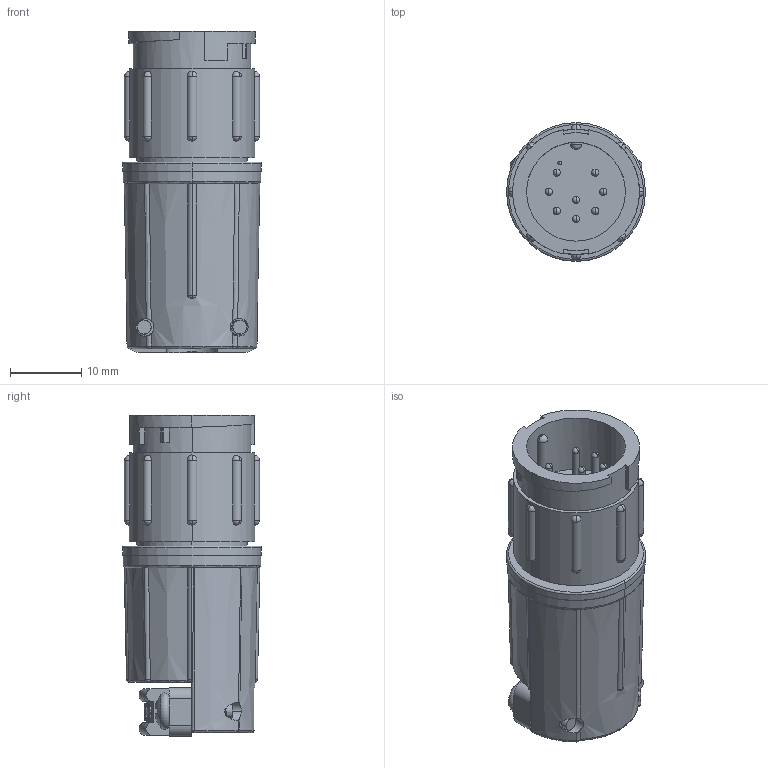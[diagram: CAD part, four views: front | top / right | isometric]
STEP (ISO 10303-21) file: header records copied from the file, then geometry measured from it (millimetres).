
FILE_DESCRIPTION (( 'STEP AP203' ), '1' );
FILE_NAME ('5280-8PG-5XX.STEP', '2018-08-30T15:16:35', ( '' ), ( '' ), 'SwSTEP 2.0', 'SolidWorks 2017', '' );
FILE_SCHEMA (( 'CONFIG_CONTROL_DESIGN' ));
Length unit declared in the file: inch
Products named in the file (1): 5280-8PG-5XX
Bounding box: 19.43 x 19.43 x 44.96 mm (x, y, z)
Volume: 9220.5 mm3; surface area: 4412.4 mm2
Topology: 1 solids, 1 shells, 366 faces, 1058 edges, 683 vertices
Faces by surface type: plane 117, cylinder 94, sphere 54, bspline 40, torus 38, cone 23
Entity records: 15979 total; most frequent: CARTESIAN_POINT 7258, ORIENTED_EDGE 1978, DIRECTION 1622, EDGE_CURVE 989, AXIS2_PLACEMENT_3D 666, VERTEX_POINT 648, EDGE_LOOP 393, FACE_OUTER_BOUND 366
